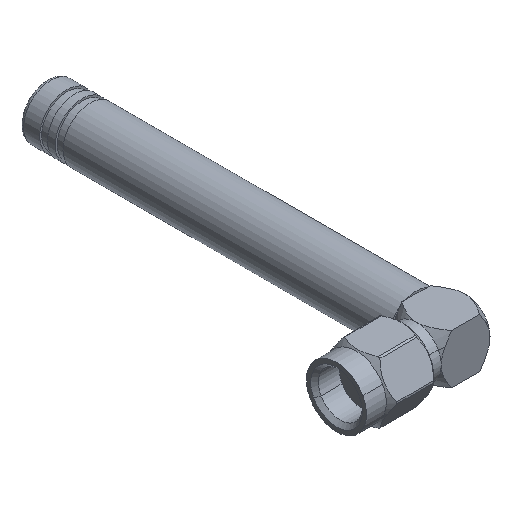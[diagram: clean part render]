
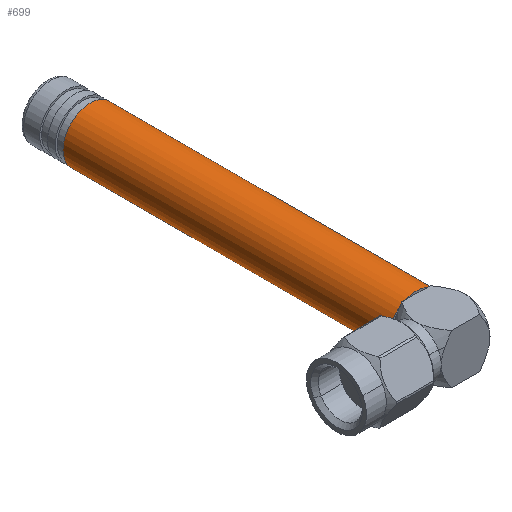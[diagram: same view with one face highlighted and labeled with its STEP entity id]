
A CAD part, isometric view. The second image highlights one B-rep face of the part: STEP entity #699.
In plain terms, the highlighted cylindrical face has radius 3.5 mm (diameter 7 mm), a full revolution.
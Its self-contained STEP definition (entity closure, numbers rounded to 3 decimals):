
#654 = PLANE('',#655);
#655 = AXIS2_PLACEMENT_3D('',#656,#657,#658);
#656 = CARTESIAN_POINT('',(20.,-42.,7.));
#657 = DIRECTION('',(0.,-1.,0.));
#658 = DIRECTION('',(0.,0.,-1.));
#669 = EDGE_CURVE('',#670,#670,#672,.T.);
#670 = VERTEX_POINT('',#671);
#671 = CARTESIAN_POINT('',(23.5,-42.,7.));
#672 = SURFACE_CURVE('',#673,(#678,#685),.PCURVE_S1.);
#673 = CIRCLE('',#674,3.5);
#674 = AXIS2_PLACEMENT_3D('',#675,#676,#677);
#675 = CARTESIAN_POINT('',(20.,-42.,7.));
#676 = DIRECTION('',(0.,-1.,0.));
#677 = DIRECTION('',(1.,0.,0.));
#678 = PCURVE('',#654,#679);
#679 = DEFINITIONAL_REPRESENTATION('',(#680),#684);
#680 = CIRCLE('',#681,3.5);
#681 = AXIS2_PLACEMENT_2D('',#682,#683);
#682 = CARTESIAN_POINT('',(0.,0.));
#683 = DIRECTION('',(0.,1.));
#684 = ( GEOMETRIC_REPRESENTATION_CONTEXT(2) 
PARAMETRIC_REPRESENTATION_CONTEXT() REPRESENTATION_CONTEXT('2D SPACE',''
  ) );
#685 = PCURVE('',#686,#691);
#686 = CYLINDRICAL_SURFACE('',#687,3.5);
#687 = AXIS2_PLACEMENT_3D('',#688,#689,#690);
#688 = CARTESIAN_POINT('',(20.,0.,7.));
#689 = DIRECTION('',(0.,1.,0.));
#690 = DIRECTION('',(1.,0.,0.));
#691 = DEFINITIONAL_REPRESENTATION('',(#692),#695);
#692 = B_SPLINE_CURVE_WITH_KNOTS('',1,(#693,#694),.UNSPECIFIED.,.F.,.F.,
  (2,2),(0.,6.283),.PIECEWISE_BEZIER_KNOTS.);
#693 = CARTESIAN_POINT('',(6.283,-42.));
#694 = CARTESIAN_POINT('',(0.,-42.));
#695 = ( GEOMETRIC_REPRESENTATION_CONTEXT(2) 
PARAMETRIC_REPRESENTATION_CONTEXT() REPRESENTATION_CONTEXT('2D SPACE',''
  ) );
#699 = ADVANCED_FACE('',(#700),#686,.T.);
#700 = FACE_BOUND('',#701,.T.);
#701 = EDGE_LOOP('',(#702,#730,#749,#750));
#702 = ORIENTED_EDGE('',*,*,#703,.T.);
#703 = EDGE_CURVE('',#704,#704,#706,.T.);
#704 = VERTEX_POINT('',#705);
#705 = CARTESIAN_POINT('',(23.5,0.,7.));
#706 = SURFACE_CURVE('',#707,(#712,#718),.PCURVE_S1.);
#707 = CIRCLE('',#708,3.5);
#708 = AXIS2_PLACEMENT_3D('',#709,#710,#711);
#709 = CARTESIAN_POINT('',(20.,0.,7.));
#710 = DIRECTION('',(0.,-1.,0.));
#711 = DIRECTION('',(1.,0.,0.));
#712 = PCURVE('',#686,#713);
#713 = DEFINITIONAL_REPRESENTATION('',(#714),#717);
#714 = B_SPLINE_CURVE_WITH_KNOTS('',1,(#715,#716),.UNSPECIFIED.,.F.,.F.,
  (2,2),(0.,6.283),.PIECEWISE_BEZIER_KNOTS.);
#715 = CARTESIAN_POINT('',(6.283,0.));
#716 = CARTESIAN_POINT('',(0.,0.));
#717 = ( GEOMETRIC_REPRESENTATION_CONTEXT(2) 
PARAMETRIC_REPRESENTATION_CONTEXT() REPRESENTATION_CONTEXT('2D SPACE',''
  ) );
#718 = PCURVE('',#719,#724);
#719 = PLANE('',#720);
#720 = AXIS2_PLACEMENT_3D('',#721,#722,#723);
#721 = CARTESIAN_POINT('',(20.,0.,7.));
#722 = DIRECTION('',(0.,-1.,0.));
#723 = DIRECTION('',(0.,0.,-1.));
#724 = DEFINITIONAL_REPRESENTATION('',(#725),#729);
#725 = CIRCLE('',#726,3.5);
#726 = AXIS2_PLACEMENT_2D('',#727,#728);
#727 = CARTESIAN_POINT('',(0.,0.));
#728 = DIRECTION('',(0.,1.));
#729 = ( GEOMETRIC_REPRESENTATION_CONTEXT(2) 
PARAMETRIC_REPRESENTATION_CONTEXT() REPRESENTATION_CONTEXT('2D SPACE',''
  ) );
#730 = ORIENTED_EDGE('',*,*,#731,.T.);
#731 = EDGE_CURVE('',#704,#670,#732,.T.);
#732 = SEAM_CURVE('',#733,(#737,#743),.PCURVE_S1.);
#733 = LINE('',#734,#735);
#734 = CARTESIAN_POINT('',(23.5,0.,7.));
#735 = VECTOR('',#736,1.);
#736 = DIRECTION('',(0.,-1.,0.));
#737 = PCURVE('',#686,#738);
#738 = DEFINITIONAL_REPRESENTATION('',(#739),#742);
#739 = B_SPLINE_CURVE_WITH_KNOTS('',1,(#740,#741),.UNSPECIFIED.,.F.,.F.,
  (2,2),(0.,42.),.PIECEWISE_BEZIER_KNOTS.);
#740 = CARTESIAN_POINT('',(0.,0.));
#741 = CARTESIAN_POINT('',(0.,-42.));
#742 = ( GEOMETRIC_REPRESENTATION_CONTEXT(2) 
PARAMETRIC_REPRESENTATION_CONTEXT() REPRESENTATION_CONTEXT('2D SPACE',''
  ) );
#743 = PCURVE('',#686,#744);
#744 = DEFINITIONAL_REPRESENTATION('',(#745),#748);
#745 = B_SPLINE_CURVE_WITH_KNOTS('',1,(#746,#747),.UNSPECIFIED.,.F.,.F.,
  (2,2),(0.,42.),.PIECEWISE_BEZIER_KNOTS.);
#746 = CARTESIAN_POINT('',(6.283,0.));
#747 = CARTESIAN_POINT('',(6.283,-42.));
#748 = ( GEOMETRIC_REPRESENTATION_CONTEXT(2) 
PARAMETRIC_REPRESENTATION_CONTEXT() REPRESENTATION_CONTEXT('2D SPACE',''
  ) );
#749 = ORIENTED_EDGE('',*,*,#669,.F.);
#750 = ORIENTED_EDGE('',*,*,#731,.F.);
